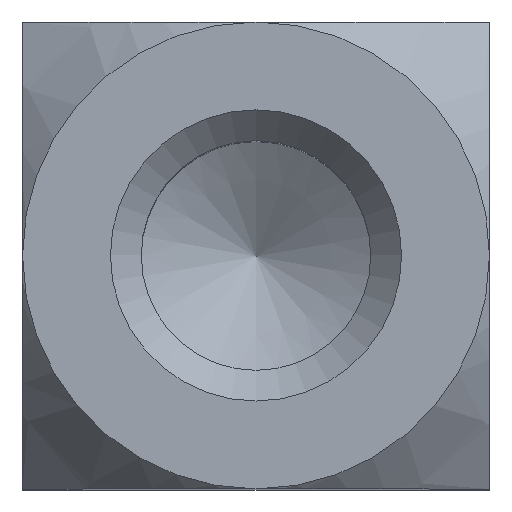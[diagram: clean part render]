
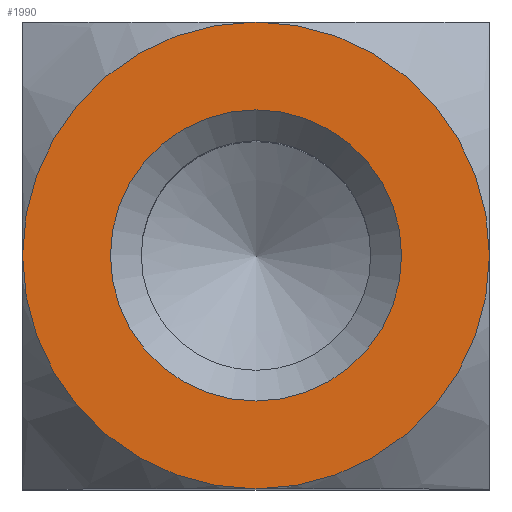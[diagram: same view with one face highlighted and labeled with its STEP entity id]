
A CAD part, top view. The second image highlights one B-rep face of the part: STEP entity #1990.
In plain terms, the highlighted planar face has unit normal (0, 0, 1).
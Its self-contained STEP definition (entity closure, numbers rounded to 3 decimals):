
#31=CIRCLE('',#2024,5.);
#32=CIRCLE('',#2046,5.);
#33=CIRCLE('',#2048,5.);
#34=CIRCLE('',#2055,5.);
#36=CIRCLE('',#2077,3.119);
#289=ORIENTED_EDGE('',*,*,#559,.T.);
#290=ORIENTED_EDGE('',*,*,#525,.T.);
#291=ORIENTED_EDGE('',*,*,#508,.T.);
#292=ORIENTED_EDGE('',*,*,#437,.F.);
#293=ORIENTED_EDGE('',*,*,#504,.T.);
#437=EDGE_CURVE('',#621,#622,#31,.T.);
#504=EDGE_CURVE('',#621,#669,#32,.T.);
#508=EDGE_CURVE('',#672,#622,#33,.T.);
#525=EDGE_CURVE('',#669,#672,#34,.T.);
#559=EDGE_CURVE('',#694,#694,#36,.T.);
#621=VERTEX_POINT('',#2526);
#622=VERTEX_POINT('',#2527);
#669=VERTEX_POINT('',#2682);
#672=VERTEX_POINT('',#2720);
#694=VERTEX_POINT('',#2849);
#1113=EDGE_LOOP('',(#289));
#1114=EDGE_LOOP('',(#290,#291,#292,#293));
#1212=FACE_BOUND('',#1113,.T.);
#1213=FACE_BOUND('',#1114,.T.);
#1299=PLANE('',#2089);
#1990=ADVANCED_FACE('',(#1212,#1213),#1299,.T.);
#2024=AXIS2_PLACEMENT_3D('',#2525,#2151,#2152);
#2046=AXIS2_PLACEMENT_3D('',#2681,#2259,#2260);
#2048=AXIS2_PLACEMENT_3D('',#2719,#2263,#2264);
#2055=AXIS2_PLACEMENT_3D('',#2771,#2291,#2292);
#2077=AXIS2_PLACEMENT_3D('',#2848,#2366,#2367);
#2089=AXIS2_PLACEMENT_3D('',#2883,#2403,#2404);
#2151=DIRECTION('',(0.,0.,-1.));
#2152=DIRECTION('',(-1.,0.,0.));
#2259=DIRECTION('',(0.,0.,1.));
#2260=DIRECTION('',(1.,0.,0.));
#2263=DIRECTION('',(0.,0.,1.));
#2264=DIRECTION('',(1.,0.,0.));
#2291=DIRECTION('',(0.,0.,1.));
#2292=DIRECTION('',(1.,0.,0.));
#2366=DIRECTION('',(0.,0.,-1.));
#2367=DIRECTION('',(1.,0.,0.));
#2403=DIRECTION('',(0.,0.,1.));
#2404=DIRECTION('',(1.,0.,0.));
#2525=CARTESIAN_POINT('',(0.,0.,13.5));
#2526=CARTESIAN_POINT('',(-5.,0.,13.5));
#2527=CARTESIAN_POINT('',(0.,5.,13.5));
#2681=CARTESIAN_POINT('',(0.,0.,13.5));
#2682=CARTESIAN_POINT('',(0.,-5.,13.5));
#2719=CARTESIAN_POINT('',(0.,0.,13.5));
#2720=CARTESIAN_POINT('',(5.,0.,13.5));
#2771=CARTESIAN_POINT('',(0.,0.,13.5));
#2848=CARTESIAN_POINT('',(0.,0.,13.5));
#2849=CARTESIAN_POINT('',(3.119,0.,13.5));
#2883=CARTESIAN_POINT('',(-5.,-5.,13.5));
